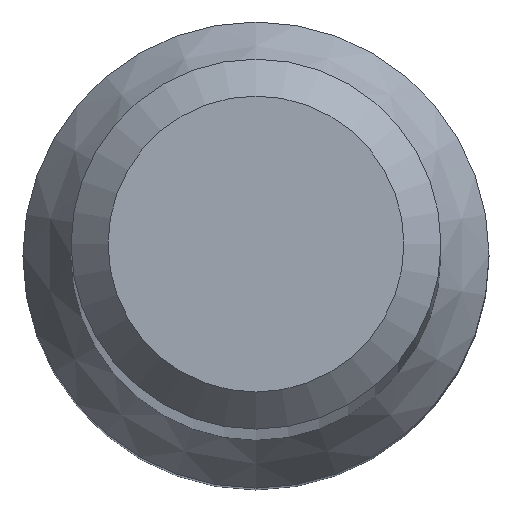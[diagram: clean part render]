
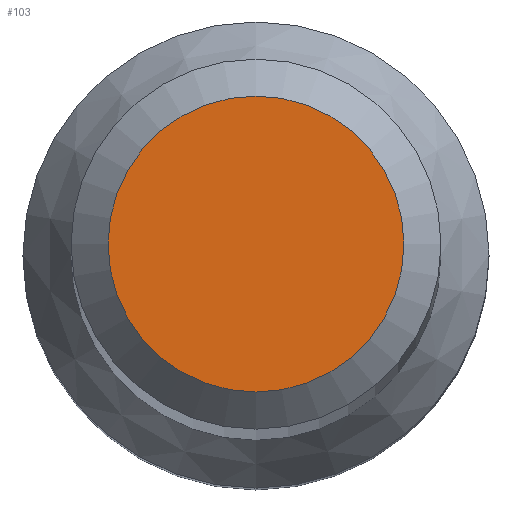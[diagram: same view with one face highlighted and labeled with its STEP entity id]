
A CAD part, top view. The second image highlights one B-rep face of the part: STEP entity #103.
In plain terms, the highlighted planar face has unit normal (0, 0, 1).
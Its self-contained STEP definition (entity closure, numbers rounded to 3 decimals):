
#10 = DIRECTION ( 'NONE',  ( 0., 1., 0. ) ) ;
#60 = CARTESIAN_POINT ( 'NONE',  ( 0., 0., 80. ) ) ;
#61 = AXIS2_PLACEMENT_3D ( 'NONE', #86, #164, #10 ) ;
#63 = DIRECTION ( 'NONE',  ( 0., 0., -1. ) ) ;
#77 = ORIENTED_EDGE ( 'NONE', *, *, #185, .F. ) ;
#85 = AXIS2_PLACEMENT_3D ( 'NONE', #60, #63, #159 ) ;
#86 = CARTESIAN_POINT ( 'NONE',  ( 0., 0., 80. ) ) ;
#87 = VERTEX_POINT ( 'NONE', #184 ) ;
#103 = ADVANCED_FACE ( 'NONE', ( #161 ), #237, .F. ) ;
#159 = DIRECTION ( 'NONE',  ( 0., 1., 0. ) ) ;
#161 = FACE_OUTER_BOUND ( 'NONE', #171, .T. ) ;
#164 = DIRECTION ( 'NONE',  ( 0., 0., -1. ) ) ;
#171 = EDGE_LOOP ( 'NONE', ( #77 ) ) ;
#184 = CARTESIAN_POINT ( 'NONE',  ( 0., 1.6, 80. ) ) ;
#185 = EDGE_CURVE ( 'NONE', #87, #87, #224, .T. ) ;
#224 = CIRCLE ( 'NONE', #61, 1.6 ) ;
#237 = PLANE ( 'NONE',  #85 ) ;
